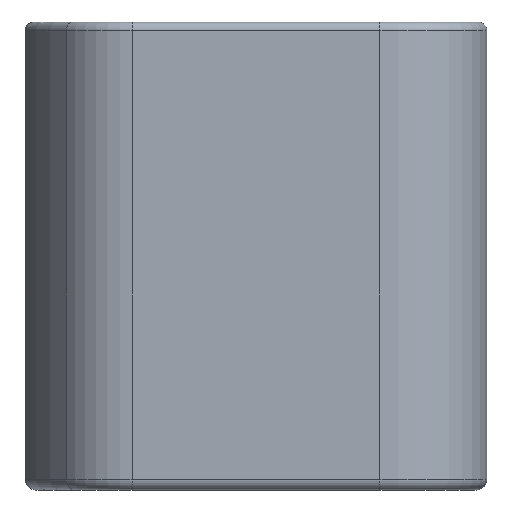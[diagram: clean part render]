
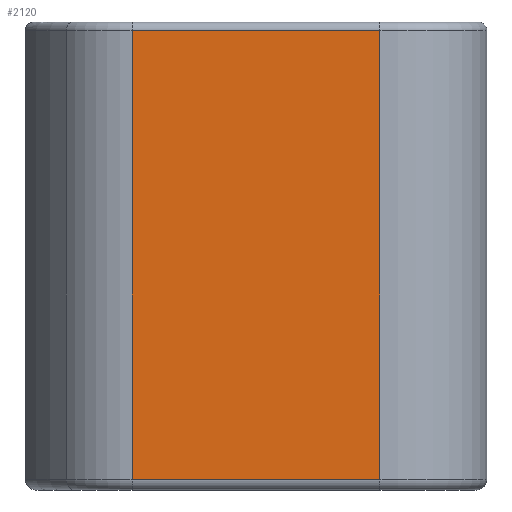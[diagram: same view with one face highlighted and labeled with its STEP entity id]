
A CAD part, left-side view. The second image highlights one B-rep face of the part: STEP entity #2120.
In plain terms, the highlighted planar face has unit normal (-1, 0, 0).
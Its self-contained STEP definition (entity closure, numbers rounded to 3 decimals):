
#386=DIRECTION('',(0.,1.,0.));
#387=VECTOR('',#386,5.8);
#388=CARTESIAN_POINT('',(-4.55,-1.75,-0.2));
#389=LINE('',#388,#387);
#395=DIRECTION('',(0.,1.,0.));
#396=VECTOR('',#395,5.8);
#397=CARTESIAN_POINT('',(-4.55,-1.75,-10.7));
#398=LINE('',#397,#396);
#399=DIRECTION('',(0.,0.,-1.));
#400=VECTOR('',#399,10.5);
#401=CARTESIAN_POINT('',(-4.55,-1.75,-0.2));
#402=LINE('',#401,#400);
#412=DIRECTION('',(0.,0.,-1.));
#413=VECTOR('',#412,10.5);
#414=CARTESIAN_POINT('',(-4.55,4.05,-0.2));
#415=LINE('',#414,#413);
#1561=CARTESIAN_POINT('',(-4.55,-1.75,-10.7));
#1562=VERTEX_POINT('',#1561);
#1563=CARTESIAN_POINT('',(-4.55,4.05,-10.7));
#1564=VERTEX_POINT('',#1563);
#1625=CARTESIAN_POINT('',(-4.55,-1.75,-0.2));
#1626=VERTEX_POINT('',#1625);
#1627=CARTESIAN_POINT('',(-4.55,4.05,-0.2));
#1628=VERTEX_POINT('',#1627);
#2107=CARTESIAN_POINT('',(-4.55,1.15,-5.45));
#2108=DIRECTION('',(1.,0.,0.));
#2109=DIRECTION('',(0.,-1.,0.));
#2110=AXIS2_PLACEMENT_3D('',#2107,#2108,#2109);
#2111=PLANE('',#2110);
#2112=ORIENTED_EDGE('',*,*,#1961,.T.);
#2114=ORIENTED_EDGE('',*,*,#2113,.F.);
#2115=ORIENTED_EDGE('',*,*,#2101,.F.);
#2117=ORIENTED_EDGE('',*,*,#2116,.T.);
#2118=EDGE_LOOP('',(#2112,#2114,#2115,#2117));
#2119=FACE_OUTER_BOUND('',#2118,.F.);
#1961=EDGE_CURVE('',#1562,#1564,#398,.T.);
#2101=EDGE_CURVE('',#1626,#1628,#389,.T.);
#2113=EDGE_CURVE('',#1628,#1564,#415,.T.);
#2116=EDGE_CURVE('',#1626,#1562,#402,.T.);
#2120=ADVANCED_FACE('',(#2119),#2111,.F.);
